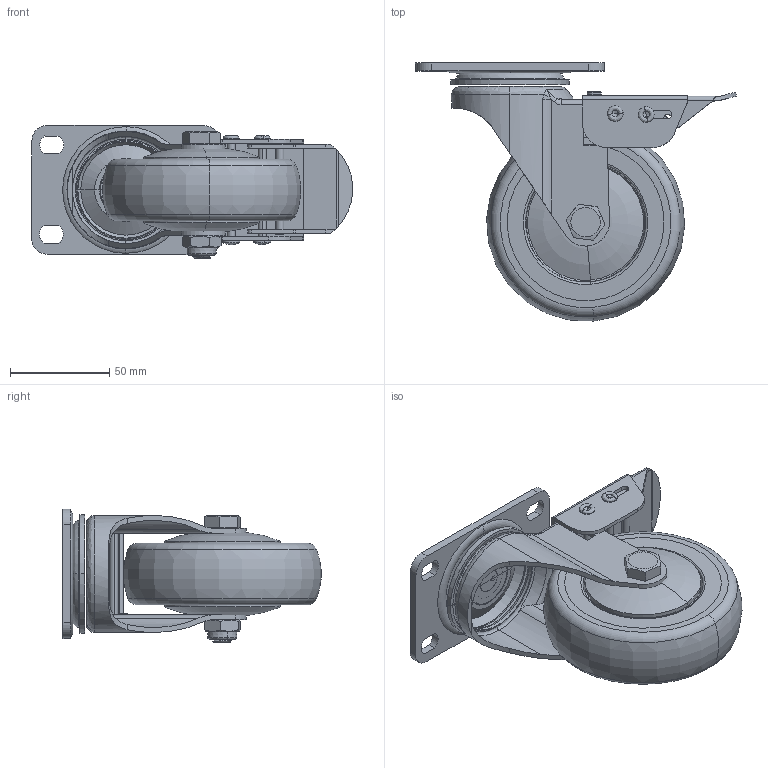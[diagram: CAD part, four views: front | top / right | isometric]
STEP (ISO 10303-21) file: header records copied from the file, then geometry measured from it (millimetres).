
FILE_DESCRIPTION (( 'STEP AP203' ), '1' );
FILE_NAME ('11390400174013.STEP', '2025-04-17T07:36:06', ( '20241006' ), ( '' ), 'SwSTEP 2.0', 'SolidWorks 2021', '' );
FILE_SCHEMA (( 'CONFIG_CONTROL_DESIGN' ));
Length unit declared in the file: millimetre
Products named in the file (13): ____ (9) ^4''''''''39_____________p__________________.STEP.STEP; ____ (12) ^4''''''''39_____________p__________________.STEP.STEP; ____ (7) ^4''''''''39_____________p__________________.STEP.STEP; ____ (6) ^4''''''''39_____________p__________________.STEP.STEP; ____ (8) ^4''''''''39_____________p__________________.STEP.STEP; ____ 4''''''''''''''''PPR________^4''''''''39_____________p__________________.STEP.STEP; ____ (5) ^4''''''''39_____________p__________________.STEP.STEP; ____ (2) ^4''''''''39_____________p__________________.STEP.STEP; ____ (3) ^4''''''''39_____________p__________________.STEP.STEP; 11390400174013; ____ (4) ^4''''''''39_____________p__________________.STEP.STEP; ^4''''''''39_____________p__________________.STEP.STEP; ____ (11) ^4''''''''39_____________p__________________.STEP.STEP
Assembly tree (14 placements, depth 2):
  11390400174013
    ____ (7) ^4''''''''39_____________p__________________.STEP.STEP
    ____ (8) ^4''''''''39_____________p__________________.STEP.STEP
    ____ (12) ^4''''''''39_____________p__________________.STEP.STEP
    ____ (6) ^4''''''''39_____________p__________________.STEP.STEP
    ____ (9) ^4''''''''39_____________p__________________.STEP.STEP  x2
    ____ (5) ^4''''''''39_____________p__________________.STEP.STEP  x2
    ____ (11) ^4''''''''39_____________p__________________.STEP.STEP
    ____ (4) ^4''''''''39_____________p__________________.STEP.STEP
    ____ (3) ^4''''''''39_____________p__________________.STEP.STEP
    ____ (2) ^4''''''''39_____________p__________________.STEP.STEP
    ^4''''''''39_____________p__________________.STEP.STEP
    ____ 4''''''''''''''''PPR________^4''''''''39_____________p__________________.STEP.STEP
Bounding box: 161.74 x 129.98 x 67.35 mm (x, y, z)
Volume: 289683.9 mm3; surface area: 98327.6 mm2
Topology: 14 solids, 14 shells, 412 faces, 987 edges, 611 vertices
Faces by surface type: cylinder 132, plane 118, bspline 66, cone 62, torus 34
Entity records: 18387 total; most frequent: CARTESIAN_POINT 8063, DIRECTION 1887, ORIENTED_EDGE 1852, EDGE_CURVE 926, AXIS2_PLACEMENT_3D 756, VERTEX_POINT 580, EDGE_LOOP 446, CIRCLE 409
